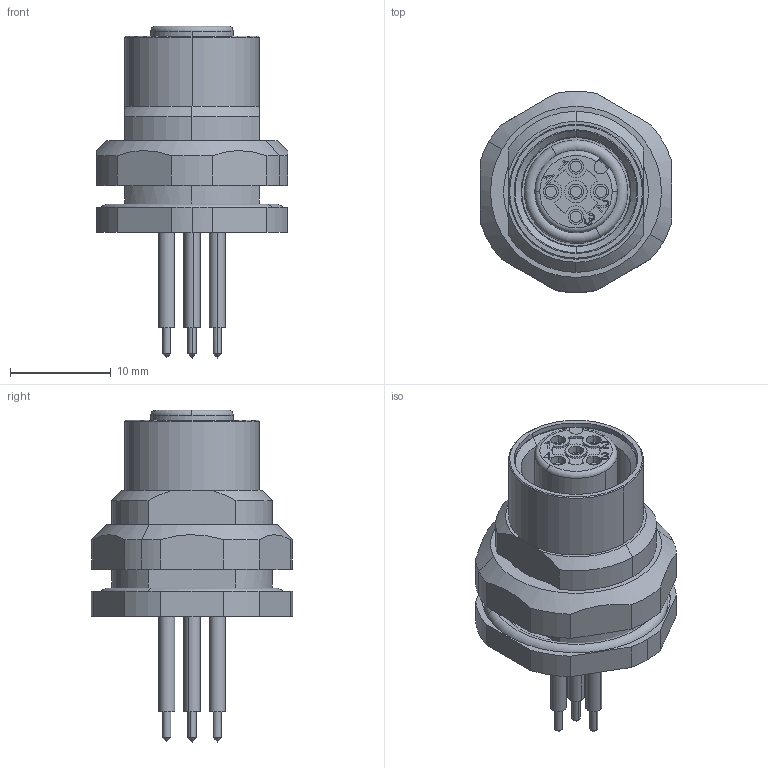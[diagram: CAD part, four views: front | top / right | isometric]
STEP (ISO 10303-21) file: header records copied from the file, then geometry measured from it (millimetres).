
FILE_DESCRIPTION(('CATIA V5 STEP Exchange','CAx-IF Rec.Pracs.--- Model Styling and Organization---1.4--- 2014-01-23'),'2;1');
FILE_NAME ('D1461761_1_2421680000_2421680000.stp','2021-01-05T09:17:39+00:00',('none'),('Weidmueller'),'CATIA Version 5-6 Release 2016 SP3 HF44','CATIA V5 STEP AP214','none');
FILE_SCHEMA(('AUTOMOTIVE_DESIGN { 1 0 10303 214 1 1 1 1 }'));
Length unit declared in the file: millimetre
Products named in the file (1): 2421680000
Bounding box: 19 x 20 x 33 mm (x, y, z)
Volume: 3642.9 mm3; surface area: 3807.9 mm2
Topology: 9 solids, 9 shells, 250 faces, 625 edges, 406 vertices
Faces by surface type: cylinder 95, plane 87, cone 26, bspline 25, torus 15, extrusion 2
Entity records: 8256 total; most frequent: CARTESIAN_POINT 2712, ORIENTED_EDGE 1230, DIRECTION 880, EDGE_CURVE 615, AXIS2_PLACEMENT_3D 414, VERTEX_POINT 406, EDGE_LOOP 283, VECTOR 254
